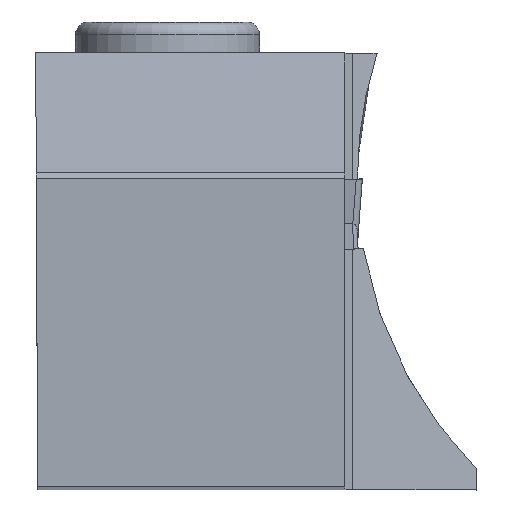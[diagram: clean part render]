
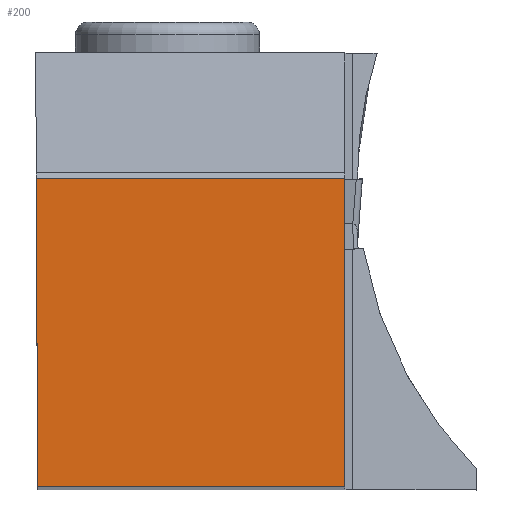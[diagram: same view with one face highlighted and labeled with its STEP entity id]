
A CAD part, top view. The second image highlights one B-rep face of the part: STEP entity #200.
In plain terms, the highlighted planar face has unit normal (0, 0, 1).
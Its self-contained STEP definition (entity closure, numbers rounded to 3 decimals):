
#200=ADVANCED_FACE('BLANK_BOXF006',(#316),#250,.F.);
#250=PLANE('',#1544);
#316=FACE_OUTER_BOUND('',#384,.T.);
#384=EDGE_LOOP('',(#712,#713,#714,#715));
#712=ORIENTED_EDGE('',*,*,#1054,.T.);
#713=ORIENTED_EDGE('',*,*,#1095,.T.);
#714=ORIENTED_EDGE('',*,*,#1090,.T.);
#715=ORIENTED_EDGE('',*,*,#1094,.T.);
#896=VERTEX_POINT('',#2363);
#897=VERTEX_POINT('',#2365);
#917=VERTEX_POINT('',#2496);
#918=VERTEX_POINT('',#2498);
#1054=EDGE_CURVE('',#897,#896,#1200,.T.);
#1090=EDGE_CURVE('',#918,#917,#1229,.T.);
#1094=EDGE_CURVE('',#917,#897,#1233,.T.);
#1095=EDGE_CURVE('',#896,#918,#1234,.T.);
#1200=LINE('',#2364,#1337);
#1229=LINE('',#2497,#1366);
#1233=LINE('',#2505,#1370);
#1234=LINE('',#2507,#1371);
#1337=VECTOR('',#1807,1.);
#1366=VECTOR('',#1862,1.);
#1370=VECTOR('',#1868,1.);
#1371=VECTOR('',#1871,1.);
#1544=AXIS2_PLACEMENT_3D('',#2508,#1872,#1873);
#1807=DIRECTION('',(0.,1.,0.));
#1862=DIRECTION('',(0.004,-1.,0.));
#1868=DIRECTION('',(1.,0.,0.));
#1871=DIRECTION('',(-1.,0.,0.));
#1872=DIRECTION('',(0.,0.,-1.));
#1873=DIRECTION('',(0.,-1.,0.));
#2363=CARTESIAN_POINT('',(19.875,19.875,0.));
#2364=CARTESIAN_POINT('',(19.875,-125.35,0.));
#2365=CARTESIAN_POINT('',(19.875,0.,0.));
#2496=CARTESIAN_POINT('',(0.087,0.,0.));
#2497=CARTESIAN_POINT('',(-0.46,125.349,0.));
#2498=CARTESIAN_POINT('',(0.,19.875,0.));
#2505=CARTESIAN_POINT('',(-125.35,0.,0.));
#2507=CARTESIAN_POINT('',(125.35,19.875,0.));
#2508=CARTESIAN_POINT('',(28.331,-5.,0.));
